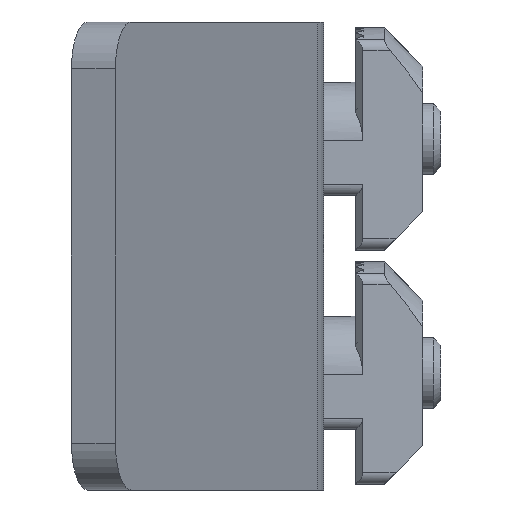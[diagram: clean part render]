
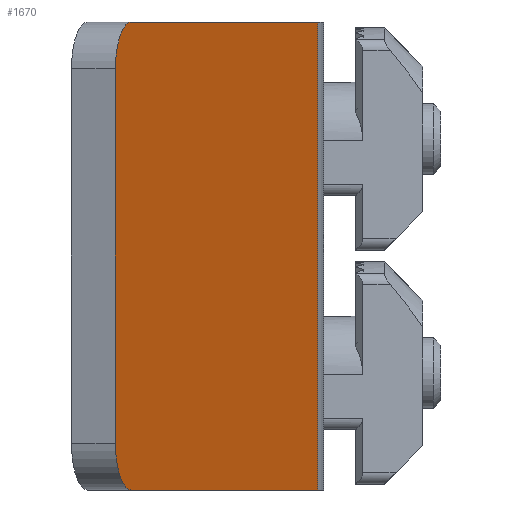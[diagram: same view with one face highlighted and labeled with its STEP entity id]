
A CAD part, front view. The second image highlights one B-rep face of the part: STEP entity #1670.
In plain terms, the highlighted face is planar.
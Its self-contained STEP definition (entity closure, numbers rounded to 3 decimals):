
#116=PLANE('',#1860);
#190=FACE_OUTER_BOUND('',#285,.T.);
#285=EDGE_LOOP('',(#1229,#1230,#1231,#1232,#1233,#1234));
#383=LINE('',#2614,#535);
#389=LINE('',#2630,#541);
#402=LINE('',#2666,#554);
#404=LINE('',#2671,#556);
#535=VECTOR('',#2074,10.);
#541=VECTOR('',#2090,10.);
#554=VECTOR('',#2123,10.);
#556=VECTOR('',#2131,5.76);
#675=CIRCLE('',#1835,4.);
#678=CIRCLE('',#1841,4.);
#733=VERTEX_POINT('',#2601);
#734=VERTEX_POINT('',#2602);
#738=VERTEX_POINT('',#2612);
#742=VERTEX_POINT('',#2624);
#743=VERTEX_POINT('',#2628);
#756=VERTEX_POINT('',#2665);
#905=EDGE_CURVE('',#733,#734,#675,.T.);
#911=EDGE_CURVE('',#738,#733,#383,.T.);
#916=EDGE_CURVE('',#742,#738,#678,.T.);
#919=EDGE_CURVE('',#743,#742,#389,.T.);
#936=EDGE_CURVE('',#743,#756,#402,.T.);
#940=EDGE_CURVE('',#734,#756,#404,.T.);
#1229=ORIENTED_EDGE('',*,*,#905,.F.);
#1230=ORIENTED_EDGE('',*,*,#911,.F.);
#1231=ORIENTED_EDGE('',*,*,#916,.F.);
#1232=ORIENTED_EDGE('',*,*,#919,.F.);
#1233=ORIENTED_EDGE('',*,*,#936,.T.);
#1234=ORIENTED_EDGE('',*,*,#940,.F.);
#1670=ADVANCED_FACE('',(#190),#116,.F.);
#1835=AXIS2_PLACEMENT_3D('',#2603,#2064,#2065);
#1841=AXIS2_PLACEMENT_3D('',#2625,#2084,#2085);
#1860=AXIS2_PLACEMENT_3D('',#2677,#2141,#2142);
#2064=DIRECTION('center_axis',(-0.342,0.,
0.94));
#2065=DIRECTION('ref_axis',(0.664,0.707,0.242));
#2074=DIRECTION('',(0.,1.,0.));
#2084=DIRECTION('center_axis',(-0.342,0.,
0.94));
#2085=DIRECTION('ref_axis',(0.664,-0.707,0.242));
#2090=DIRECTION('',(0.94,0.,0.342));
#2123=DIRECTION('',(0.,1.,0.));
#2131=DIRECTION('',(-0.94,0.,-0.342));
#2141=DIRECTION('center_axis',(-0.342,0.,
0.94));
#2142=DIRECTION('ref_axis',(0.94,0.,0.342));
#2601=CARTESIAN_POINT('',(75.275,16.,17.785));
#2602=CARTESIAN_POINT('',(71.516,20.,16.417));
#2603=CARTESIAN_POINT('Origin',(71.516,16.,16.417));
#2612=CARTESIAN_POINT('',(75.275,-16.,17.785));
#2614=CARTESIAN_POINT('',(75.275,-20.,17.785));
#2624=CARTESIAN_POINT('',(71.516,-20.,16.417));
#2625=CARTESIAN_POINT('Origin',(71.516,-16.,16.417));
#2628=CARTESIAN_POINT('',(27.736,-20.,0.482));
#2630=CARTESIAN_POINT('',(27.736,-20.,0.482));
#2665=CARTESIAN_POINT('',(27.736,20.,0.482));
#2666=CARTESIAN_POINT('',(27.736,0.,0.482));
#2671=CARTESIAN_POINT('',(10.732,20.,-5.707));
#2677=CARTESIAN_POINT('Origin',(50.561,0.,
8.79));
